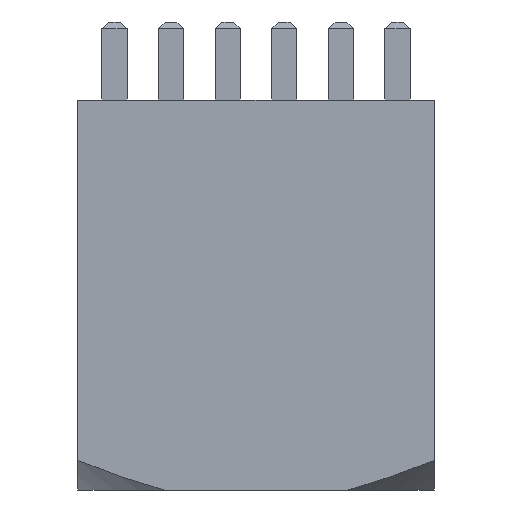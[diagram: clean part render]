
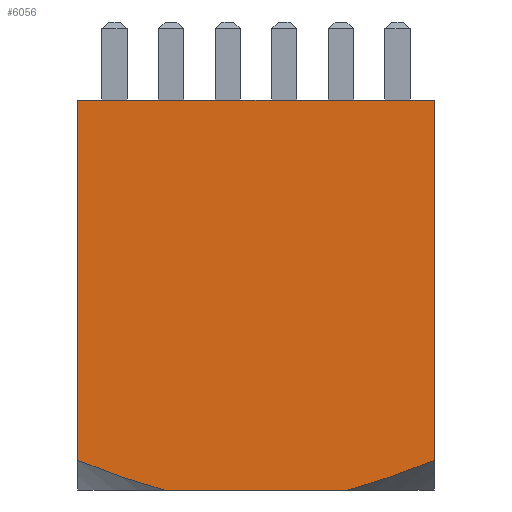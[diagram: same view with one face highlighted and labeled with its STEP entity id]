
A CAD part, left-side view. The second image highlights one B-rep face of the part: STEP entity #6056.
In plain terms, the highlighted planar face has unit normal (-1, 0, 0).
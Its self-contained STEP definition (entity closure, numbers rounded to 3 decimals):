
#145 = EDGE_CURVE ( 'NONE', #7398, #7394, #1146, .T. ) ;
#1146 = LINE ( 'NONE', #1154, #5712 ) ;
#1154 = CARTESIAN_POINT ( 'NONE',  ( -8., -8., 17.5 ) ) ;
#1156 = DIRECTION ( 'NONE',  ( 0., -1., 0. ) ) ;
#1823 = AXIS2_PLACEMENT_3D ( 'NONE', #6873, #6876, #6877 ) ;
#1985 = EDGE_CURVE ( 'NONE', #7398, #7522, #2795, .T. ) ;
#1986 = EDGE_CURVE ( 'NONE', #7522, #7528, #8516, .T. ) ;
#1987 = EDGE_CURVE ( 'NONE', #7528, #7527, #2804, .T. ) ;
#1988 = EDGE_CURVE ( 'NONE', #7527, #7532, #5714, .T. ) ;
#2767 = CARTESIAN_POINT ( 'NONE',  ( -8., -4.783, 0.175 ) ) ;
#2770 = CARTESIAN_POINT ( 'NONE',  ( -8., 6.724, 0.83 ) ) ;
#2795 = LINE ( 'NONE', #2797, #7802 ) ;
#2796 = CARTESIAN_POINT ( 'NONE',  ( -8., 7.365, 1.077 ) ) ;
#2797 = CARTESIAN_POINT ( 'NONE',  ( -8., 8., 17.5 ) ) ;
#2798 = DIRECTION ( 'NONE',  ( 0., 0., -1. ) ) ;
#2799 = CARTESIAN_POINT ( 'NONE',  ( -8., -5.441, 0.382 ) ) ;
#2800 = CARTESIAN_POINT ( 'NONE',  ( -8., 8., 1.336 ) ) ;
#2801 = CARTESIAN_POINT ( 'NONE',  ( -8., 5.433, 0.379 ) ) ;
#2802 = CARTESIAN_POINT ( 'NONE',  ( -8., 4.782, 0.174 ) ) ;
#2803 = CARTESIAN_POINT ( 'NONE',  ( -8., 4.123, 0. ) ) ;
#2804 = LINE ( 'NONE', #2805, #7803 ) ;
#2805 = CARTESIAN_POINT ( 'NONE',  ( -8., -8., 0. ) ) ;
#2806 = DIRECTION ( 'NONE',  ( 0., -1., 0. ) ) ;
#2808 = CARTESIAN_POINT ( 'NONE',  ( -8., -4.123, 0. ) ) ;
#2809 = CARTESIAN_POINT ( 'NONE',  ( -8., -6.732, 0.833 ) ) ;
#2810 = CARTESIAN_POINT ( 'NONE',  ( -8., -7.369, 1.078 ) ) ;
#2811 = CARTESIAN_POINT ( 'NONE',  ( -8., -8., 1.336 ) ) ;
#4195 = CARTESIAN_POINT ( 'NONE',  ( -8., -8., 17.5 ) ) ;
#4199 = CARTESIAN_POINT ( 'NONE',  ( -8., 8., 17.5 ) ) ;
#4267 = CARTESIAN_POINT ( 'NONE',  ( -8., 8., 1.336 ) ) ;
#4272 = CARTESIAN_POINT ( 'NONE',  ( -8., -4.123, 0. ) ) ;
#4273 = CARTESIAN_POINT ( 'NONE',  ( -8., 4.123, 0. ) ) ;
#4277 = CARTESIAN_POINT ( 'NONE',  ( -8., -8., 1.336 ) ) ;
#4281 = LINE ( 'NONE', #4282, #8401 ) ;
#4282 = CARTESIAN_POINT ( 'NONE',  ( -8., -8., 17.5 ) ) ;
#4283 = DIRECTION ( 'NONE',  ( 0., 0., -1. ) ) ;
#5712 = VECTOR ( 'NONE', #1156, 1000. ) ;
#5714 = B_SPLINE_CURVE_WITH_KNOTS ( 'NONE', 3,
 ( #2808, #2767, #2799, #2809, #2810, #2811 ),
 .UNSPECIFIED., .F., .F.,
 ( 4, 2, 4 ),
 ( 0.023, 0.025, 0.027 ),
 .UNSPECIFIED. ) ;
#6025 = ORIENTED_EDGE ( 'NONE', *, *, #145, .F. ) ;
#6026 = ORIENTED_EDGE ( 'NONE', *, *, #7964, .F. ) ;
#6027 = ORIENTED_EDGE ( 'NONE', *, *, #1988, .T. ) ;
#6028 = ORIENTED_EDGE ( 'NONE', *, *, #1987, .T. ) ;
#6029 = ORIENTED_EDGE ( 'NONE', *, *, #1986, .T. ) ;
#6030 = ORIENTED_EDGE ( 'NONE', *, *, #1985, .T. ) ;
#6056 = ADVANCED_FACE ( 'NONE', ( #6871 ), #6875, .F. ) ;
#6871 = FACE_OUTER_BOUND ( 'NONE', #7553, .T. ) ;
#6873 = CARTESIAN_POINT ( 'NONE',  ( -8., -8., 17.5 ) ) ;
#6875 = PLANE ( 'NONE',  #1823 ) ;
#6876 = DIRECTION ( 'NONE',  ( 1., 0., 0. ) ) ;
#6877 = DIRECTION ( 'NONE',  ( 0., 0., -1. ) ) ;
#7394 = VERTEX_POINT ( 'NONE', #4195 ) ;
#7398 = VERTEX_POINT ( 'NONE', #4199 ) ;
#7522 = VERTEX_POINT ( 'NONE', #4267 ) ;
#7527 = VERTEX_POINT ( 'NONE', #4272 ) ;
#7528 = VERTEX_POINT ( 'NONE', #4273 ) ;
#7532 = VERTEX_POINT ( 'NONE', #4277 ) ;
#7553 = EDGE_LOOP ( 'NONE', ( #6030, #6029, #6028, #6027, #6026, #6025 ) ) ;
#7802 = VECTOR ( 'NONE', #2798, 1000. ) ;
#7803 = VECTOR ( 'NONE', #2806, 1000. ) ;
#7964 = EDGE_CURVE ( 'NONE', #7394, #7532, #4281, .T. ) ;
#8401 = VECTOR ( 'NONE', #4283, 1000. ) ;
#8516 = B_SPLINE_CURVE_WITH_KNOTS ( 'NONE', 3,
 ( #2800, #2796, #2770, #2801, #2802, #2803 ),
 .UNSPECIFIED., .F., .F.,
 ( 4, 2, 4 ),
 ( 0.011, 0.013, 0.015 ),
 .UNSPECIFIED. ) ;
